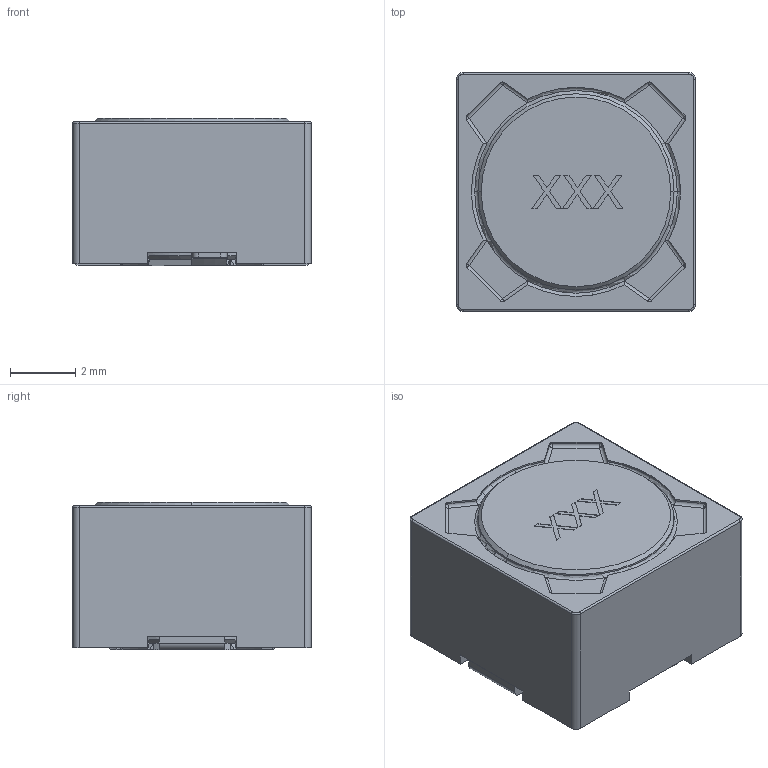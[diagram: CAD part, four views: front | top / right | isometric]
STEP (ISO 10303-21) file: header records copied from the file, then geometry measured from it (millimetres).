
FILE_DESCRIPTION (( 'STEP AP214' ), '1' );
FILE_NAME ('068BE278-5BD3-4FA8-BC10-641B51E30BC6.STEP', '2025-11-30T23:06:31', ( '' ), ( '' ), 'SwSTEP 2.0', 'SolidWorks 2022', '' );
FILE_SCHEMA (( 'AUTOMOTIVE_DESIGN' ));
Length unit declared in the file: millimetre
Products named in the file (1): 068BE278-5BD3-4FA8-BC10-641B51E30BC6
Bounding box: 7.3 x 7.3 x 4.5 mm (x, y, z)
Volume: 225.5 mm3; surface area: 291.9 mm2
Topology: 1 solids, 1 shells, 351 faces, 909 edges, 561 vertices
Faces by surface type: plane 162, cylinder 73, bspline 44, torus 35, cone 27, sphere 10
Entity records: 15809 total; most frequent: CARTESIAN_POINT 3840, ORIENTED_EDGE 1802, DIRECTION 1569, EDGE_CURVE 901, AXIS2_PLACEMENT_3D 558, VERTEX_POINT 557, VECTOR 453, LINE 453
